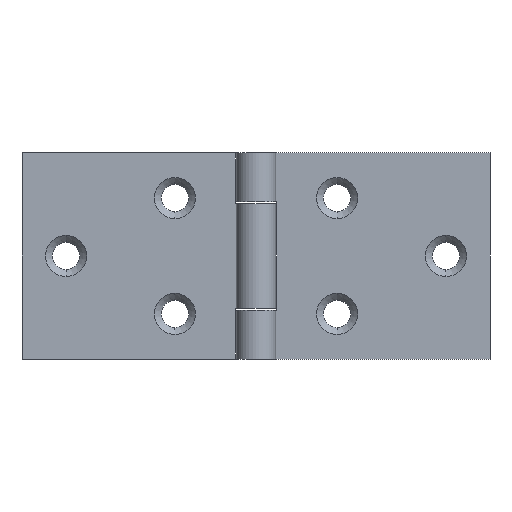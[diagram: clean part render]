
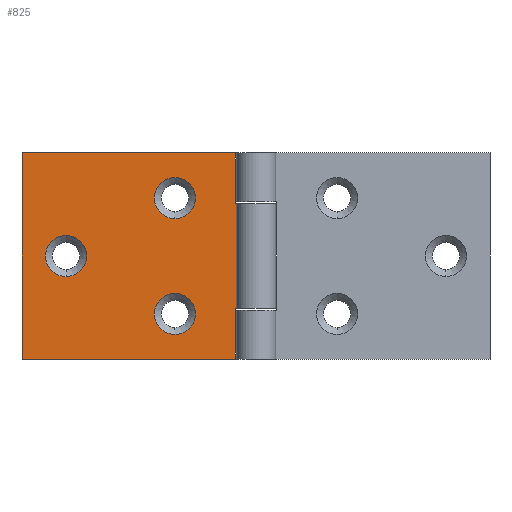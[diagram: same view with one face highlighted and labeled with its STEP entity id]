
A CAD part, front view. The second image highlights one B-rep face of the part: STEP entity #825.
In plain terms, the highlighted planar face has unit normal (0, -1, 0).
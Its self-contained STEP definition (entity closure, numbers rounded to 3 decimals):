
#17 = EDGE_CURVE ( 'NONE', #158, #922, #1328, .T. ) ;
#23 = CARTESIAN_POINT ( 'NONE',  ( -4.5, 2.05, 22.25 ) ) ;
#45 = EDGE_CURVE ( 'NONE', #1054, #1001, #998, .T. ) ;
#63 = EDGE_LOOP ( 'NONE', ( #2026, #964 ) ) ;
#76 = VERTEX_POINT ( 'NONE', #1129 ) ;
#91 = EDGE_CURVE ( 'NONE', #158, #76, #2121, .T. ) ;
#121 = CARTESIAN_POINT ( 'NONE',  ( 0., 2.05, 11.25 ) ) ;
#141 = CARTESIAN_POINT ( 'NONE',  ( 0., 2.05, 22.25 ) ) ;
#158 = VERTEX_POINT ( 'NONE', #1650 ) ;
#182 = EDGE_CURVE ( 'NONE', #1108, #1735, #1827, .T. ) ;
#188 = DIRECTION ( 'NONE',  ( -1., 0., 0. ) ) ;
#190 = AXIS2_PLACEMENT_3D ( 'NONE', #212, #384, #1719 ) ;
#195 = LINE ( 'NONE', #812, #1933 ) ;
#212 = CARTESIAN_POINT ( 'NONE',  ( -17.5, 2.05, 12.5 ) ) ;
#266 = ORIENTED_EDGE ( 'NONE', *, *, #1140, .T. ) ;
#276 = VECTOR ( 'NONE', #978, 1000. ) ;
#277 = AXIS2_PLACEMENT_3D ( 'NONE', #684, #1589, #1741 ) ;
#317 = DIRECTION ( 'NONE',  ( 0., 0., 1. ) ) ;
#330 = CARTESIAN_POINT ( 'NONE',  ( -17.5, 2.05, -16.95 ) ) ;
#335 = ORIENTED_EDGE ( 'NONE', *, *, #1083, .T. ) ;
#341 = DIRECTION ( 'NONE',  ( 1., 0., 0. ) ) ;
#343 = EDGE_CURVE ( 'NONE', #1596, #1969, #997, .T. ) ;
#376 = AXIS2_PLACEMENT_3D ( 'NONE', #1056, #1742, #1212 ) ;
#384 = DIRECTION ( 'NONE',  ( 0., 1., 0. ) ) ;
#385 = FACE_BOUND ( 'NONE', #957, .T. ) ;
#396 = LINE ( 'NONE', #2024, #1223 ) ;
#415 = FACE_BOUND ( 'NONE', #63, .T. ) ;
#444 = VECTOR ( 'NONE', #1955, 1000. ) ;
#456 = CARTESIAN_POINT ( 'NONE',  ( -41., 2.05, 0. ) ) ;
#495 = LINE ( 'NONE', #1428, #276 ) ;
#497 = AXIS2_PLACEMENT_3D ( 'NONE', #1541, #1710, #188 ) ;
#544 = VERTEX_POINT ( 'NONE', #775 ) ;
#564 = ORIENTED_EDGE ( 'NONE', *, *, #91, .F. ) ;
#574 = ORIENTED_EDGE ( 'NONE', *, *, #716, .T. ) ;
#599 = EDGE_CURVE ( 'NONE', #1054, #2099, #1354, .T. ) ;
#606 = ORIENTED_EDGE ( 'NONE', *, *, #17, .T. ) ;
#610 = CARTESIAN_POINT ( 'NONE',  ( -4.5, 2.05, 11.25 ) ) ;
#634 = DIRECTION ( 'NONE',  ( 0., 0., -1. ) ) ;
#646 = ORIENTED_EDGE ( 'NONE', *, *, #1965, .T. ) ;
#666 = DIRECTION ( 'NONE',  ( 0., 1., 0. ) ) ;
#684 = CARTESIAN_POINT ( 'NONE',  ( -17.5, 2.05, -12.5 ) ) ;
#716 = EDGE_CURVE ( 'NONE', #1029, #544, #1611, .T. ) ;
#775 = CARTESIAN_POINT ( 'NONE',  ( -41., 2.05, -4.45 ) ) ;
#810 = EDGE_CURVE ( 'NONE', #1735, #1108, #913, .T. ) ;
#812 = CARTESIAN_POINT ( 'NONE',  ( -4.5, 2.05, 22.25 ) ) ;
#825 = ADVANCED_FACE ( 'NONE', ( #2143, #415, #385, #1663 ), #1703, .F. ) ;
#856 = DIRECTION ( 'NONE',  ( -1., 0., 0. ) ) ;
#867 = ORIENTED_EDGE ( 'NONE', *, *, #599, .F. ) ;
#868 = DIRECTION ( 'NONE',  ( 0., 0., 1. ) ) ;
#892 = VECTOR ( 'NONE', #341, 1000. ) ;
#913 = CIRCLE ( 'NONE', #190, 4.45 ) ;
#922 = VERTEX_POINT ( 'NONE', #2094 ) ;
#943 = CARTESIAN_POINT ( 'NONE',  ( 0., 2.05, 11.25 ) ) ;
#956 = CARTESIAN_POINT ( 'NONE',  ( 0., 2.05, 22.25 ) ) ;
#957 = EDGE_LOOP ( 'NONE', ( #1280, #574 ) ) ;
#964 = ORIENTED_EDGE ( 'NONE', *, *, #343, .T. ) ;
#967 = CARTESIAN_POINT ( 'NONE',  ( -50.5, 2.05, 22.25 ) ) ;
#978 = DIRECTION ( 'NONE',  ( 1., 0., 0. ) ) ;
#997 = CIRCLE ( 'NONE', #376, 4.45 ) ;
#998 = LINE ( 'NONE', #121, #444 ) ;
#1001 = VERTEX_POINT ( 'NONE', #610 ) ;
#1005 = CIRCLE ( 'NONE', #277, 4.45 ) ;
#1013 = CARTESIAN_POINT ( 'NONE',  ( -17.5, 2.05, -8.05 ) ) ;
#1017 = CARTESIAN_POINT ( 'NONE',  ( -41., 2.05, 0. ) ) ;
#1029 = VERTEX_POINT ( 'NONE', #1455 ) ;
#1045 = CARTESIAN_POINT ( 'NONE',  ( -17.5, 2.05, 16.95 ) ) ;
#1054 = VERTEX_POINT ( 'NONE', #943 ) ;
#1056 = CARTESIAN_POINT ( 'NONE',  ( -17.5, 2.05, -12.5 ) ) ;
#1064 = EDGE_CURVE ( 'NONE', #544, #1029, #1558, .T. ) ;
#1083 = EDGE_CURVE ( 'NONE', #922, #1865, #495, .T. ) ;
#1094 = AXIS2_PLACEMENT_3D ( 'NONE', #1525, #1890, #1866 ) ;
#1108 = VERTEX_POINT ( 'NONE', #1723 ) ;
#1129 = CARTESIAN_POINT ( 'NONE',  ( -4.5, 2.05, 22.25 ) ) ;
#1140 = EDGE_CURVE ( 'NONE', #1001, #76, #2037, .T. ) ;
#1212 = DIRECTION ( 'NONE',  ( -1., 0., 0. ) ) ;
#1213 = VECTOR ( 'NONE', #2113, 1000. ) ;
#1223 = VECTOR ( 'NONE', #1674, 1000. ) ;
#1257 = EDGE_LOOP ( 'NONE', ( #1649, #266, #564, #606, #335, #1382, #646, #867 ) ) ;
#1280 = ORIENTED_EDGE ( 'NONE', *, *, #1064, .T. ) ;
#1328 = LINE ( 'NONE', #967, #1456 ) ;
#1354 = LINE ( 'NONE', #956, #1213 ) ;
#1382 = ORIENTED_EDGE ( 'NONE', *, *, #1507, .T. ) ;
#1428 = CARTESIAN_POINT ( 'NONE',  ( 0., 2.05, -22.25 ) ) ;
#1455 = CARTESIAN_POINT ( 'NONE',  ( -41., 2.05, 4.45 ) ) ;
#1456 = VECTOR ( 'NONE', #634, 1000. ) ;
#1490 = CARTESIAN_POINT ( 'NONE',  ( -4.5, 2.05, -11.25 ) ) ;
#1507 = EDGE_CURVE ( 'NONE', #1865, #1941, #195, .T. ) ;
#1525 = CARTESIAN_POINT ( 'NONE',  ( 0., 2.05, 22.25 ) ) ;
#1541 = CARTESIAN_POINT ( 'NONE',  ( -17.5, 2.05, 12.5 ) ) ;
#1558 = CIRCLE ( 'NONE', #2133, 4.45 ) ;
#1589 = DIRECTION ( 'NONE',  ( 0., 1., 0. ) ) ;
#1596 = VERTEX_POINT ( 'NONE', #1013 ) ;
#1611 = CIRCLE ( 'NONE', #1766, 4.45 ) ;
#1616 = DIRECTION ( 'NONE',  ( 0., 1., 0. ) ) ;
#1622 = DIRECTION ( 'NONE',  ( -1., 0., 0. ) ) ;
#1623 = CARTESIAN_POINT ( 'NONE',  ( -4.5, 2.05, -22.25 ) ) ;
#1649 = ORIENTED_EDGE ( 'NONE', *, *, #45, .T. ) ;
#1650 = CARTESIAN_POINT ( 'NONE',  ( -50.5, 2.05, 22.25 ) ) ;
#1663 = FACE_OUTER_BOUND ( 'NONE', #1257, .T. ) ;
#1674 = DIRECTION ( 'NONE',  ( 1., 0., 0. ) ) ;
#1703 = PLANE ( 'NONE',  #1094 ) ;
#1710 = DIRECTION ( 'NONE',  ( 0., 1., 0. ) ) ;
#1719 = DIRECTION ( 'NONE',  ( -1., 0., 0. ) ) ;
#1723 = CARTESIAN_POINT ( 'NONE',  ( -17.5, 2.05, 8.05 ) ) ;
#1735 = VERTEX_POINT ( 'NONE', #1045 ) ;
#1741 = DIRECTION ( 'NONE',  ( -1., 0., 0. ) ) ;
#1742 = DIRECTION ( 'NONE',  ( 0., 1., 0. ) ) ;
#1766 = AXIS2_PLACEMENT_3D ( 'NONE', #1017, #666, #856 ) ;
#1827 = CIRCLE ( 'NONE', #497, 4.45 ) ;
#1831 = ORIENTED_EDGE ( 'NONE', *, *, #182, .T. ) ;
#1849 = VECTOR ( 'NONE', #868, 1000. ) ;
#1865 = VERTEX_POINT ( 'NONE', #1623 ) ;
#1866 = DIRECTION ( 'NONE',  ( -1., 0., 0. ) ) ;
#1883 = EDGE_CURVE ( 'NONE', #1969, #1596, #1005, .T. ) ;
#1890 = DIRECTION ( 'NONE',  ( 0., 1., 0. ) ) ;
#1933 = VECTOR ( 'NONE', #317, 1000. ) ;
#1941 = VERTEX_POINT ( 'NONE', #1490 ) ;
#1955 = DIRECTION ( 'NONE',  ( -1., 0., 0. ) ) ;
#1965 = EDGE_CURVE ( 'NONE', #1941, #2099, #396, .T. ) ;
#1969 = VERTEX_POINT ( 'NONE', #330 ) ;
#2024 = CARTESIAN_POINT ( 'NONE',  ( 0., 2.05, -11.25 ) ) ;
#2026 = ORIENTED_EDGE ( 'NONE', *, *, #1883, .T. ) ;
#2037 = LINE ( 'NONE', #23, #1849 ) ;
#2094 = CARTESIAN_POINT ( 'NONE',  ( -50.5, 2.05, -22.25 ) ) ;
#2096 = EDGE_LOOP ( 'NONE', ( #1831, #2154 ) ) ;
#2099 = VERTEX_POINT ( 'NONE', #2160 ) ;
#2113 = DIRECTION ( 'NONE',  ( 0., 0., -1. ) ) ;
#2121 = LINE ( 'NONE', #141, #892 ) ;
#2133 = AXIS2_PLACEMENT_3D ( 'NONE', #456, #1616, #1622 ) ;
#2143 = FACE_BOUND ( 'NONE', #2096, .T. ) ;
#2154 = ORIENTED_EDGE ( 'NONE', *, *, #810, .T. ) ;
#2160 = CARTESIAN_POINT ( 'NONE',  ( 0., 2.05, -11.25 ) ) ;
